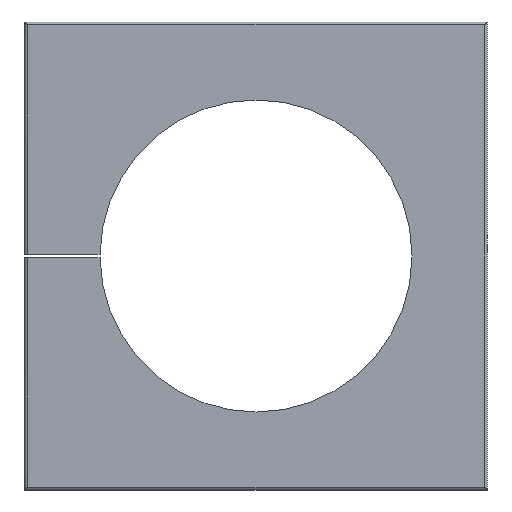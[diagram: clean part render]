
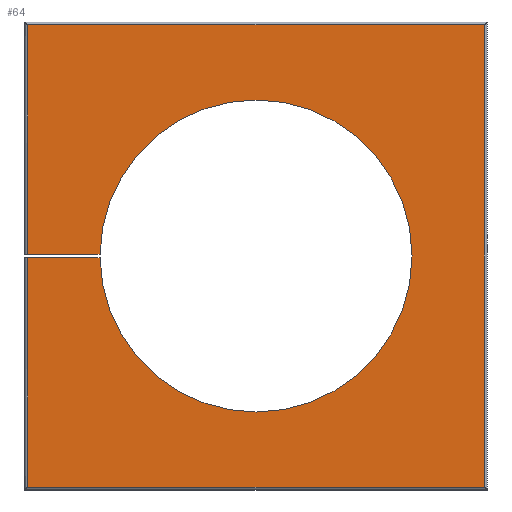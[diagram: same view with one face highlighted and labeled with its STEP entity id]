
A CAD part, front view. The second image highlights one B-rep face of the part: STEP entity #64.
In plain terms, the highlighted planar face has unit normal (0, -1, 0).
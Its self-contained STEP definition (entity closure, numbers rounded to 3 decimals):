
#64=ADVANCED_FACE('NONE',(#179),#180,.T.);
#179=FACE_OUTER_BOUND('',#372,.T.);
#180=PLANE('',#373);
#372=EDGE_LOOP('',(#1435,#1436,#1437,#1438,#1439,#1440,#1441,#1442,#1443,#1444));
#373=AXIS2_PLACEMENT_3D('',#1445,#1446,#1447);
#1435=ORIENTED_EDGE('',*,*,#2084,.F.);
#1436=ORIENTED_EDGE('',*,*,#2085,.T.);
#1437=ORIENTED_EDGE('',*,*,#2086,.T.);
#1438=ORIENTED_EDGE('',*,*,#2087,.T.);
#1439=ORIENTED_EDGE('',*,*,#2088,.T.);
#1440=ORIENTED_EDGE('',*,*,#2089,.T.);
#1441=ORIENTED_EDGE('',*,*,#2090,.T.);
#1442=ORIENTED_EDGE('',*,*,#2091,.T.);
#1443=ORIENTED_EDGE('',*,*,#1993,.T.);
#1444=ORIENTED_EDGE('',*,*,#1989,.T.);
#1445=CARTESIAN_POINT('',(-20.75,0.0,-21.0));
#1446=DIRECTION('',(0.0,-1.0,0.0));
#1447=DIRECTION('',(0.0,0.0,-1.0));
#1989=EDGE_CURVE('NONE',#2246,#2247,#2248,.T.);
#1993=EDGE_CURVE('NONE',#2254,#2246,#2255,.T.);
#2084=EDGE_CURVE('NONE',#2424,#2247,#2425,.T.);
#2085=EDGE_CURVE('NONE',#2424,#2426,#2427,.T.);
#2086=EDGE_CURVE('NONE',#2426,#2428,#2429,.T.);
#2087=EDGE_CURVE('NONE',#2428,#2430,#2431,.T.);
#2088=EDGE_CURVE('NONE',#2430,#2432,#2433,.T.);
#2089=EDGE_CURVE('NONE',#2432,#2434,#2435,.T.);
#2090=EDGE_CURVE('NONE',#2434,#2436,#2437,.T.);
#2091=EDGE_CURVE('NONE',#2436,#2254,#2438,.T.);
#2246=VERTEX_POINT('NONE',#2667);
#2247=VERTEX_POINT('NONE',#2668);
#2248=CIRCLE('',#2669,14.0);
#2254=VERTEX_POINT('NONE',#2677);
#2255=CIRCLE('',#2678,14.0);
#2424=VERTEX_POINT('NONE',#3142);
#2425=LINE('',#3143,#3144);
#2426=VERTEX_POINT('NONE',#3145);
#2427=LINE('',#3146,#3147);
#2428=VERTEX_POINT('NONE',#3148);
#2429=LINE('',#3149,#3150);
#2430=VERTEX_POINT('NONE',#3151);
#2431=LINE('',#3152,#3153);
#2432=VERTEX_POINT('NONE',#3154);
#2433=LINE('',#3155,#3156);
#2434=VERTEX_POINT('NONE',#3157);
#2435=LINE('',#3158,#3159);
#2436=VERTEX_POINT('NONE',#3160);
#2437=LINE('',#3161,#3162);
#2438=CIRCLE('',#3163,14.0);
#2667=CARTESIAN_POINT('',(0.,0.0,-14.0));
#2668=CARTESIAN_POINT('',(-13.999,0.0,-0.15));
#2669=AXIS2_PLACEMENT_3D('',#4065,#4066,#4067);
#2677=CARTESIAN_POINT('',(0.0,0.0,14.0));
#2678=AXIS2_PLACEMENT_3D('',#4073,#4074,#4075);
#3142=CARTESIAN_POINT('',(-20.5,0.0,-0.15));
#3143=CARTESIAN_POINT('',(-20.75,0.0,-0.15));
#3144=VECTOR('',#4155,1000.0);
#3145=CARTESIAN_POINT('',(-20.5,0.0,-20.75));
#3146=CARTESIAN_POINT('',(-20.5,0.0,-21.0));
#3147=VECTOR('',#4156,1000.0);
#3148=CARTESIAN_POINT('',(20.5,0.0,-20.75));
#3149=CARTESIAN_POINT('',(20.75,0.0,-20.75));
#3150=VECTOR('',#4157,1000.0);
#3151=CARTESIAN_POINT('',(20.5,0.0,20.75));
#3152=CARTESIAN_POINT('',(20.5,0.0,21.0));
#3153=VECTOR('',#4158,1000.0);
#3154=CARTESIAN_POINT('',(-20.5,0.0,20.75));
#3155=CARTESIAN_POINT('',(-20.75,0.0,20.75));
#3156=VECTOR('',#4159,1000.0);
#3157=CARTESIAN_POINT('',(-20.5,0.0,0.15));
#3158=CARTESIAN_POINT('',(-20.5,0.0,0.15));
#3159=VECTOR('',#4160,1000.0);
#3160=CARTESIAN_POINT('',(-13.999,0.0,0.15));
#3161=CARTESIAN_POINT('',(-20.75,0.0,0.15));
#3162=VECTOR('',#4161,1000.0);
#3163=AXIS2_PLACEMENT_3D('',#4162,#4163,#4164);
#4065=CARTESIAN_POINT('',(0.0,0.0,0.0));
#4066=DIRECTION('',(0.0,1.0,0.0));
#4067=DIRECTION('',(0.0,0.0,-1.0));
#4073=CARTESIAN_POINT('',(0.0,0.0,0.0));
#4074=DIRECTION('',(0.0,1.0,0.0));
#4075=DIRECTION('',(0.0,0.0,-1.0));
#4155=DIRECTION('',(1.0,0.0,0.0));
#4156=DIRECTION('',(-0.0,-0.0,-1.0));
#4157=DIRECTION('',(1.0,-0.0,-0.0));
#4158=DIRECTION('',(0.,-0.0,1.0));
#4159=DIRECTION('',(-1.0,-0.0,0.0));
#4160=DIRECTION('',(-0.0,-0.0,-1.0));
#4161=DIRECTION('',(1.0,0.0,0.0));
#4162=CARTESIAN_POINT('',(0.0,0.0,0.0));
#4163=DIRECTION('',(0.0,1.0,0.0));
#4164=DIRECTION('',(0.0,0.0,-1.0));
